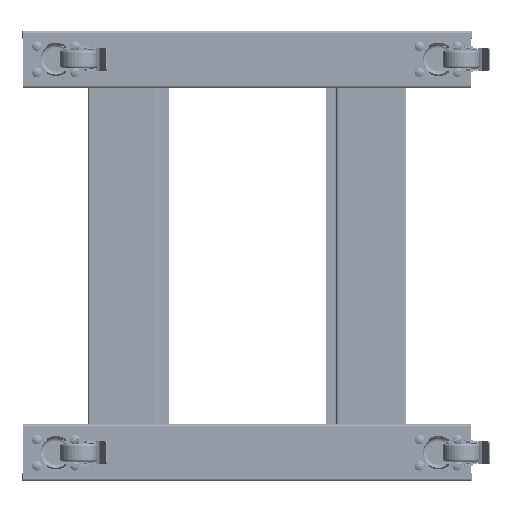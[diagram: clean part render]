
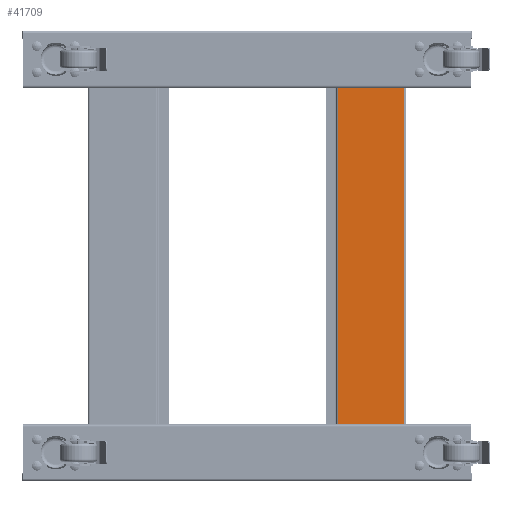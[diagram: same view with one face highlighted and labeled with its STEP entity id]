
A CAD part, front view. The second image highlights one B-rep face of the part: STEP entity #41709.
In plain terms, the highlighted planar face has unit normal (0, -1, 0).
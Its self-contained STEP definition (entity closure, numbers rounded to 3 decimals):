
#75 = CARTESIAN_POINT ( 'NONE',  ( -259., -1.4, 2.5 ) ) ;
#138 = AXIS2_PLACEMENT_3D ( 'NONE', #36070, #41067, #5068 ) ;
#378 = EDGE_LOOP ( 'NONE', ( #36308, #26160, #21072, #40311 ) ) ;
#379 = DIRECTION ( 'NONE',  ( 0., 1., 0. ) ) ;
#999 = CARTESIAN_POINT ( 'NONE',  ( 300., -1.4, 46.1 ) ) ;
#1255 = DIRECTION ( 'NONE',  ( 0., 0., 1. ) ) ;
#1732 = DIRECTION ( 'NONE',  ( 0., 1., 0. ) ) ;
#2673 = FACE_BOUND ( 'NONE', #35394, .T. ) ;
#2843 = DIRECTION ( 'NONE',  ( 0., 0., -1. ) ) ;
#3029 = DIRECTION ( 'NONE',  ( 0., 0., 1. ) ) ;
#3205 = CIRCLE ( 'NONE', #41357, 0.5 ) ;
#3218 = DIRECTION ( 'NONE',  ( 0., 1., 0. ) ) ;
#3294 = AXIS2_PLACEMENT_3D ( 'NONE', #10168, #27804, #9613 ) ;
#3321 = CARTESIAN_POINT ( 'NONE',  ( 300., -1.4, 46.1 ) ) ;
#3823 = CIRCLE ( 'NONE', #3294, 6.3 ) ;
#4625 = VERTEX_POINT ( 'NONE', #31925 ) ;
#5068 = DIRECTION ( 'NONE',  ( 0., 0., 1. ) ) ;
#5076 = CARTESIAN_POINT ( 'NONE',  ( -300., -1.4, -42.1 ) ) ;
#5488 = AXIS2_PLACEMENT_3D ( 'NONE', #56669, #7506, #3029 ) ;
#5644 = DIRECTION ( 'NONE',  ( 0., 1., 0. ) ) ;
#5868 = CARTESIAN_POINT ( 'NONE',  ( -259., -1.4, 2. ) ) ;
#6107 = EDGE_CURVE ( 'NONE', #10166, #4625, #35044, .T. ) ;
#6931 = ORIENTED_EDGE ( 'NONE', *, *, #54611, .T. ) ;
#6996 = CIRCLE ( 'NONE', #41974, 0.5 ) ;
#7506 = DIRECTION ( 'NONE',  ( 0., 1., 0. ) ) ;
#8066 = CARTESIAN_POINT ( 'NONE',  ( -300., -1.4, -42.1 ) ) ;
#8080 = PLANE ( 'NONE',  #5488 ) ;
#8730 = EDGE_CURVE ( 'NONE', #28146, #46215, #8759, .T. ) ;
#8759 = CIRCLE ( 'NONE', #40336, 6.3 ) ;
#9613 = DIRECTION ( 'NONE',  ( 0., 0., 1. ) ) ;
#9618 = DIRECTION ( 'NONE',  ( 0., 0., 1. ) ) ;
#10166 = VERTEX_POINT ( 'NONE', #999 ) ;
#10168 = CARTESIAN_POINT ( 'NONE',  ( 235., -1.4, 2. ) ) ;
#10638 = EDGE_CURVE ( 'NONE', #28667, #44719, #48210, .T. ) ;
#10683 = AXIS2_PLACEMENT_3D ( 'NONE', #43940, #379, #12949 ) ;
#12052 = CIRCLE ( 'NONE', #13405, 6.3 ) ;
#12297 = CARTESIAN_POINT ( 'NONE',  ( -259., -1.4, 2. ) ) ;
#12362 = EDGE_CURVE ( 'NONE', #10166, #35206, #28967, .T. ) ;
#12949 = DIRECTION ( 'NONE',  ( 0., 0., 1. ) ) ;
#13027 = FACE_BOUND ( 'NONE', #25470, .T. ) ;
#13405 = AXIS2_PLACEMENT_3D ( 'NONE', #18292, #45080, #9618 ) ;
#14704 = DIRECTION ( 'NONE',  ( 0., 0., 1. ) ) ;
#14979 = VERTEX_POINT ( 'NONE', #23894 ) ;
#15580 = VECTOR ( 'NONE', #34292, 1000. ) ;
#15626 = CARTESIAN_POINT ( 'NONE',  ( -235., -1.4, 2. ) ) ;
#15639 = EDGE_CURVE ( 'NONE', #37634, #35206, #31082, .T. ) ;
#16457 = FACE_OUTER_BOUND ( 'NONE', #378, .T. ) ;
#18292 = CARTESIAN_POINT ( 'NONE',  ( 235., -1.4, 2. ) ) ;
#18974 = CARTESIAN_POINT ( 'NONE',  ( 259., -1.4, 2. ) ) ;
#19806 = ORIENTED_EDGE ( 'NONE', *, *, #8730, .T. ) ;
#20935 = CARTESIAN_POINT ( 'NONE',  ( -300., -1.4, -45. ) ) ;
#21072 = ORIENTED_EDGE ( 'NONE', *, *, #6107, .T. ) ;
#22165 = ORIENTED_EDGE ( 'NONE', *, *, #10638, .T. ) ;
#23582 = CARTESIAN_POINT ( 'NONE',  ( -235., -1.4, -4.3 ) ) ;
#23841 = EDGE_LOOP ( 'NONE', ( #47085, #24047 ) ) ;
#23894 = CARTESIAN_POINT ( 'NONE',  ( 235., -1.4, 8.3 ) ) ;
#24047 = ORIENTED_EDGE ( 'NONE', *, *, #24919, .T. ) ;
#24919 = EDGE_CURVE ( 'NONE', #46286, #14979, #12052, .T. ) ;
#25470 = EDGE_LOOP ( 'NONE', ( #48752, #19806 ) ) ;
#26160 = ORIENTED_EDGE ( 'NONE', *, *, #12362, .F. ) ;
#26247 = FACE_BOUND ( 'NONE', #45824, .T. ) ;
#27004 = VERTEX_POINT ( 'NONE', #34387 ) ;
#27473 = EDGE_CURVE ( 'NONE', #44719, #28667, #3205, .T. ) ;
#27804 = DIRECTION ( 'NONE',  ( 0., 1., 0. ) ) ;
#28146 = VERTEX_POINT ( 'NONE', #23582 ) ;
#28667 = VERTEX_POINT ( 'NONE', #46501 ) ;
#28967 = LINE ( 'NONE', #56470, #46294 ) ;
#29194 = DIRECTION ( 'NONE',  ( 0., 0., 1. ) ) ;
#29720 = DIRECTION ( 'NONE',  ( 0., 0., 1. ) ) ;
#31082 = LINE ( 'NONE', #5076, #47038 ) ;
#31206 = CARTESIAN_POINT ( 'NONE',  ( 259., -1.4, 2.5 ) ) ;
#31925 = CARTESIAN_POINT ( 'NONE',  ( -300., -1.4, 46.1 ) ) ;
#34292 = DIRECTION ( 'NONE',  ( -1., 0., 0. ) ) ;
#34387 = CARTESIAN_POINT ( 'NONE',  ( -259., -1.4, 1.5 ) ) ;
#35044 = LINE ( 'NONE', #3321, #15580 ) ;
#35206 = VERTEX_POINT ( 'NONE', #56112 ) ;
#35394 = EDGE_LOOP ( 'NONE', ( #38613, #22165 ) ) ;
#35818 = VERTEX_POINT ( 'NONE', #75 ) ;
#36070 = CARTESIAN_POINT ( 'NONE',  ( -235., -1.4, 2. ) ) ;
#36256 = DIRECTION ( 'NONE',  ( 1., 0., 0. ) ) ;
#36308 = ORIENTED_EDGE ( 'NONE', *, *, #15639, .T. ) ;
#36488 = EDGE_CURVE ( 'NONE', #46215, #28146, #45931, .T. ) ;
#37225 = VECTOR ( 'NONE', #29720, 1000. ) ;
#37634 = VERTEX_POINT ( 'NONE', #8066 ) ;
#37979 = CARTESIAN_POINT ( 'NONE',  ( 235., -1.4, -4.3 ) ) ;
#38613 = ORIENTED_EDGE ( 'NONE', *, *, #27473, .T. ) ;
#40311 = ORIENTED_EDGE ( 'NONE', *, *, #42432, .F. ) ;
#40336 = AXIS2_PLACEMENT_3D ( 'NONE', #15626, #1732, #45900 ) ;
#41067 = DIRECTION ( 'NONE',  ( 0., 1., 0. ) ) ;
#41357 = AXIS2_PLACEMENT_3D ( 'NONE', #18974, #5644, #14704 ) ;
#41709 = ADVANCED_FACE ( 'NONE', ( #26247, #2673, #13027, #50448, #16457 ), #8080, .F. ) ;
#41974 = AXIS2_PLACEMENT_3D ( 'NONE', #5868, #49846, #1255 ) ;
#42236 = AXIS2_PLACEMENT_3D ( 'NONE', #12297, #3218, #29194 ) ;
#42432 = EDGE_CURVE ( 'NONE', #37634, #4625, #54492, .T. ) ;
#43342 = EDGE_CURVE ( 'NONE', #14979, #46286, #3823, .T. ) ;
#43940 = CARTESIAN_POINT ( 'NONE',  ( 259., -1.4, 2. ) ) ;
#44719 = VERTEX_POINT ( 'NONE', #31206 ) ;
#45080 = DIRECTION ( 'NONE',  ( 0., 1., 0. ) ) ;
#45824 = EDGE_LOOP ( 'NONE', ( #6931, #53307 ) ) ;
#45900 = DIRECTION ( 'NONE',  ( 0., 0., 1. ) ) ;
#45931 = CIRCLE ( 'NONE', #138, 6.3 ) ;
#46082 = CIRCLE ( 'NONE', #42236, 0.5 ) ;
#46215 = VERTEX_POINT ( 'NONE', #51322 ) ;
#46286 = VERTEX_POINT ( 'NONE', #37979 ) ;
#46294 = VECTOR ( 'NONE', #2843, 1000. ) ;
#46501 = CARTESIAN_POINT ( 'NONE',  ( 259., -1.4, 1.5 ) ) ;
#47038 = VECTOR ( 'NONE', #36256, 1000. ) ;
#47085 = ORIENTED_EDGE ( 'NONE', *, *, #43342, .T. ) ;
#48210 = CIRCLE ( 'NONE', #10683, 0.5 ) ;
#48752 = ORIENTED_EDGE ( 'NONE', *, *, #36488, .T. ) ;
#49846 = DIRECTION ( 'NONE',  ( 0., 1., 0. ) ) ;
#50448 = FACE_BOUND ( 'NONE', #23841, .T. ) ;
#51322 = CARTESIAN_POINT ( 'NONE',  ( -235., -1.4, 8.3 ) ) ;
#52208 = EDGE_CURVE ( 'NONE', #27004, #35818, #46082, .T. ) ;
#53307 = ORIENTED_EDGE ( 'NONE', *, *, #52208, .T. ) ;
#54492 = LINE ( 'NONE', #20935, #37225 ) ;
#54611 = EDGE_CURVE ( 'NONE', #35818, #27004, #6996, .T. ) ;
#56112 = CARTESIAN_POINT ( 'NONE',  ( 300., -1.4, -42.1 ) ) ;
#56470 = CARTESIAN_POINT ( 'NONE',  ( 300., -1.4, -45. ) ) ;
#56669 = CARTESIAN_POINT ( 'NONE',  ( 0., -1.4, 0. ) ) ;
